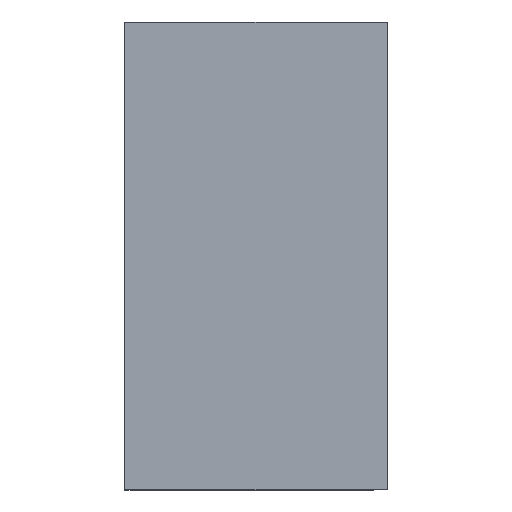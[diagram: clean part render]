
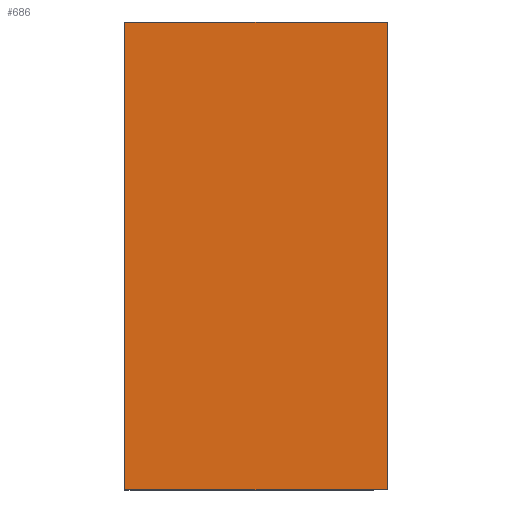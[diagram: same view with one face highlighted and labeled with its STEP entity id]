
A CAD part, left-side view. The second image highlights one B-rep face of the part: STEP entity #686.
In plain terms, the highlighted planar face has unit normal (-1, 0, 0).
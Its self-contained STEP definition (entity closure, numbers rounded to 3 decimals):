
#106 = EDGE_CURVE ( 'NONE', #110, #943, #794, .T. ) ;
#108 = CARTESIAN_POINT ( 'NONE',  ( -1., 0.7, 0.625 ) ) ;
#110 = VERTEX_POINT ( 'NONE', #108 ) ;
#120 = CARTESIAN_POINT ( 'NONE',  ( -1., 0., 0.625 ) ) ;
#147 = CARTESIAN_POINT ( 'NONE',  ( -1., 0., -0.625 ) ) ;
#173 = ORIENTED_EDGE ( 'NONE', *, *, #106, .F. ) ;
#176 = VECTOR ( 'NONE', #1022, 1000. ) ;
#202 = EDGE_CURVE ( 'NONE', #943, #737, #464, .T. ) ;
#248 = DIRECTION ( 'NONE',  ( 0., 0., -1. ) ) ;
#249 = VECTOR ( 'NONE', #1172, 1000. ) ;
#251 = CARTESIAN_POINT ( 'NONE',  ( -1., 0.7, 0.625 ) ) ;
#256 = CARTESIAN_POINT ( 'NONE',  ( -1., 0., 0.625 ) ) ;
#345 = AXIS2_PLACEMENT_3D ( 'NONE', #826, #1205, #722 ) ;
#354 = VECTOR ( 'NONE', #248, 1000. ) ;
#383 = ORIENTED_EDGE ( 'NONE', *, *, #666, .T. ) ;
#464 = LINE ( 'NONE', #120, #249 ) ;
#492 = CARTESIAN_POINT ( 'NONE',  ( -1., 0., 0.625 ) ) ;
#503 = ORIENTED_EDGE ( 'NONE', *, *, #752, .T. ) ;
#666 = EDGE_CURVE ( 'NONE', #110, #811, #960, .T. ) ;
#686 = ADVANCED_FACE ( 'NONE', ( #1027 ), #1106, .F. ) ;
#700 = DIRECTION ( 'NONE',  ( 0., -1., 0. ) ) ;
#718 = CARTESIAN_POINT ( 'NONE',  ( -1., 0.7, -0.625 ) ) ;
#722 = DIRECTION ( 'NONE',  ( 0., 0., -1. ) ) ;
#737 = VERTEX_POINT ( 'NONE', #1085 ) ;
#752 = EDGE_CURVE ( 'NONE', #811, #737, #862, .T. ) ;
#794 = LINE ( 'NONE', #492, #176 ) ;
#811 = VERTEX_POINT ( 'NONE', #718 ) ;
#826 = CARTESIAN_POINT ( 'NONE',  ( -1., 0., 0.625 ) ) ;
#862 = LINE ( 'NONE', #147, #1182 ) ;
#872 = ORIENTED_EDGE ( 'NONE', *, *, #202, .F. ) ;
#938 = EDGE_LOOP ( 'NONE', ( #503, #872, #173, #383 ) ) ;
#943 = VERTEX_POINT ( 'NONE', #256 ) ;
#960 = LINE ( 'NONE', #251, #354 ) ;
#1022 = DIRECTION ( 'NONE',  ( 0., -1., 0. ) ) ;
#1027 = FACE_OUTER_BOUND ( 'NONE', #938, .T. ) ;
#1085 = CARTESIAN_POINT ( 'NONE',  ( -1., 0., -0.625 ) ) ;
#1106 = PLANE ( 'NONE',  #345 ) ;
#1172 = DIRECTION ( 'NONE',  ( 0., 0., -1. ) ) ;
#1182 = VECTOR ( 'NONE', #700, 1000. ) ;
#1205 = DIRECTION ( 'NONE',  ( 1., 0., 0. ) ) ;
